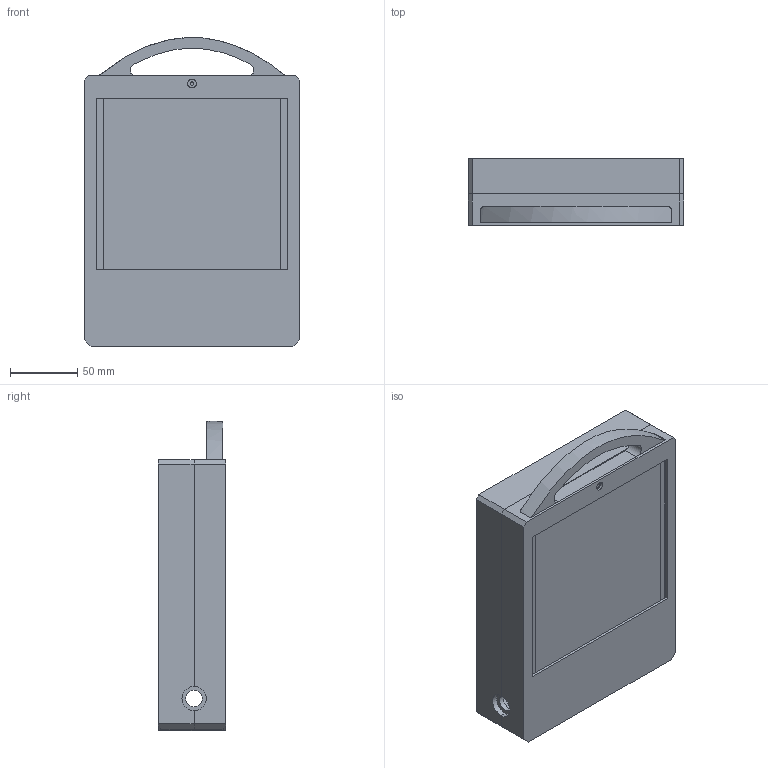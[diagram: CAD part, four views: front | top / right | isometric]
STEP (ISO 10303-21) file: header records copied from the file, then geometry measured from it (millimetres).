
FILE_DESCRIPTION( ( '' ), ' ' );
FILE_NAME( '5b6ab8bce99acb0f19263dd1.step', '2018-08-08T09:32:44', ( '' ), ( '' ), ' ', ' ', ' ' );
FILE_SCHEMA( ( 'AUTOMOTIVE_DESIGN { 1 0 10303 214 1 1 1 1 }' ) );
Length unit declared in the file: metre
Products named in the file (8): rear-fan-grill; case; cartridge; fan-grill; rear-cover; cover; carbon filter; fan
Bounding box: 160 x 50.1 x 229.61 mm (x, y, z)
Volume: 1107706.9 mm3; surface area: 358773.6 mm2
Topology: 8 solids, 8 shells, 240 faces, 637 edges, 420 vertices
Faces by surface type: plane 161, cylinder 61, torus 8, bspline 8, extrusion 2
Full cylindrical faces by diameter (mm): 2.5 x1, 4 x8, 6.5 x2, 12.2 x2
Entity records: 9704 total; most frequent: CARTESIAN_POINT 1668, ORIENTED_EDGE 1244, DIRECTION 1206, EDGE_CURVE 622, VECTOR 458, LINE 456, VERTEX_POINT 418, AXIS2_PLACEMENT_3D 374
